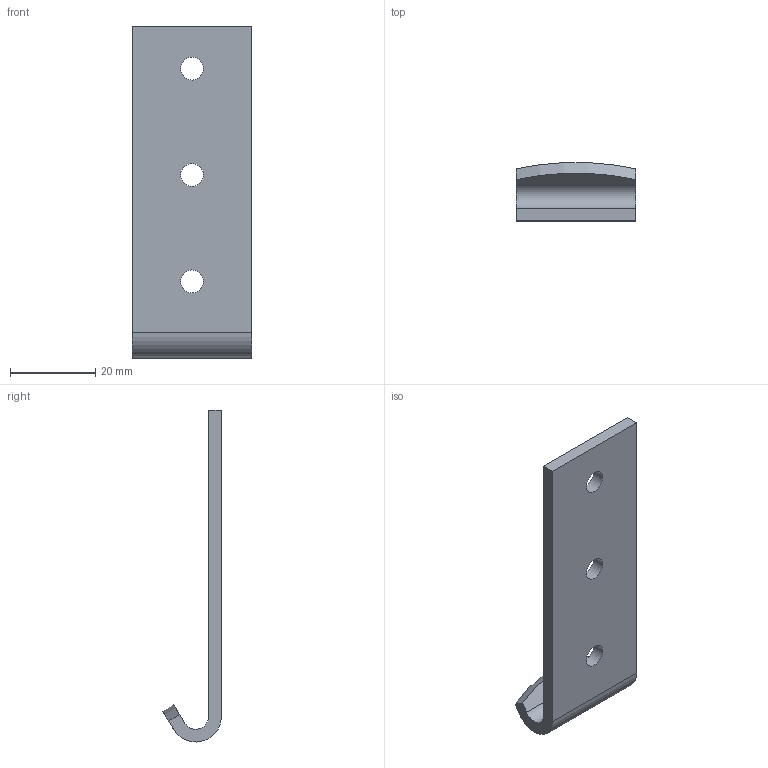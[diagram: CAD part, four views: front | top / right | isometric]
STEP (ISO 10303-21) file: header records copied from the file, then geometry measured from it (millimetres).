
FILE_DESCRIPTION( ( 'STEP AP214' ), '1' );
FILE_NAME( 'K0051.9254781.stp', '2019-05-29T15:11:15', ( '' ), ( '' ), ' ', 'PARTsolutions', ' ' );
FILE_SCHEMA( ( 'AUTOMOTIVE_DESIGN { 1 0 10303 214 1 1 1 1 }' ) );
Length unit declared in the file: millimetre
Products named in the file (3): K0051.9254781; _K0051.9254781_dummy.; _K0051_gegenhaken_6
Assembly tree (2 placements, depth 2):
  K0051.9254781
    _K0051.9254781_dummy.
    _K0051_gegenhaken_6
Bounding box: 28 x 13.79 x 78 mm (x, y, z)
Volume: 7178.9 mm3; surface area: 5625 mm2
Topology: 1 solids, 1 shells, 13 faces, 33 edges, 23 vertices
Faces by surface type: plane 7, cylinder 6
Full cylindrical faces by diameter (mm): 5.4 x3
Entity records: 558 total; most frequent: DIRECTION 74, CARTESIAN_POINT 69, ORIENTED_EDGE 60, EDGE_CURVE 30, AXIS2_PLACEMENT_3D 28, EDGE_LOOP 22, VERTEX_POINT 22, LINE 18
